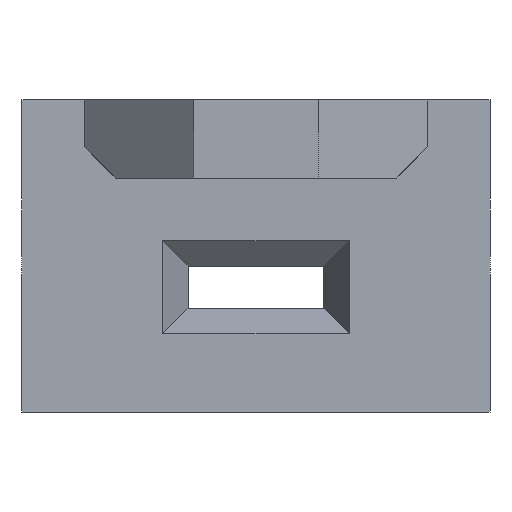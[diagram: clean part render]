
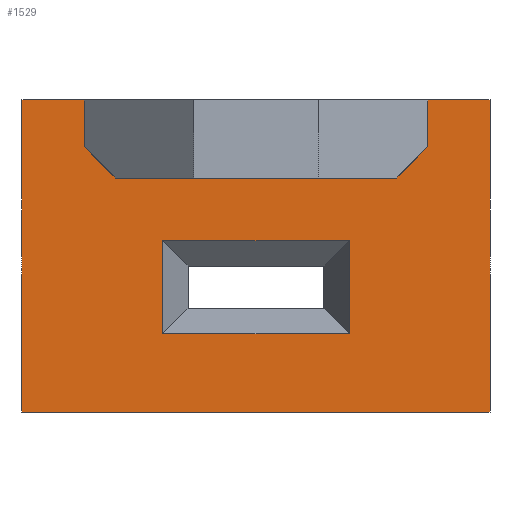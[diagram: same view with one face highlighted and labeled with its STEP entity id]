
A CAD part, front view. The second image highlights one B-rep face of the part: STEP entity #1529.
In plain terms, the highlighted planar face has unit normal (0, -1, 0).
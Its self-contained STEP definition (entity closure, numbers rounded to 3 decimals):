
#38 = EDGE_CURVE ( 'NONE', #1209, #1527, #1024, .T. ) ;
#49 = ORIENTED_EDGE ( 'NONE', *, *, #150, .T. ) ;
#51 = EDGE_CURVE ( 'NONE', #1527, #1394, #1549, .T. ) ;
#63 = CARTESIAN_POINT ( 'NONE',  ( -5.99, 14.5, -15. ) ) ;
#85 = ORIENTED_EDGE ( 'NONE', *, *, #110, .T. ) ;
#110 = EDGE_CURVE ( 'NONE', #740, #837, #461, .T. ) ;
#139 = DIRECTION ( 'NONE',  ( -0.707, 0., 0.707 ) ) ;
#150 = EDGE_CURVE ( 'NONE', #323, #1447, #1190, .T. ) ;
#156 = ORIENTED_EDGE ( 'NONE', *, *, #942, .T. ) ;
#165 = ORIENTED_EDGE ( 'NONE', *, *, #852, .F. ) ;
#227 = CARTESIAN_POINT ( 'NONE',  ( 11., 14.5, 5. ) ) ;
#261 = FACE_OUTER_BOUND ( 'NONE', #643, .T. ) ;
#262 = DIRECTION ( 'NONE',  ( 0., 0., 1. ) ) ;
#265 = VECTOR ( 'NONE', #139, 1000. ) ;
#275 = CARTESIAN_POINT ( 'NONE',  ( 11., 14.5, -4.01 ) ) ;
#323 = VERTEX_POINT ( 'NONE', #1385 ) ;
#325 = LINE ( 'NONE', #552, #721 ) ;
#336 = VERTEX_POINT ( 'NONE', #227 ) ;
#341 = VECTOR ( 'NONE', #452, 1000. ) ;
#387 = VECTOR ( 'NONE', #569, 1000. ) ;
#400 = CARTESIAN_POINT ( 'NONE',  ( 15., 14.5, -15. ) ) ;
#409 = EDGE_CURVE ( 'NONE', #323, #336, #1086, .T. ) ;
#421 = LINE ( 'NONE', #669, #459 ) ;
#435 = VECTOR ( 'NONE', #262, 1000. ) ;
#443 = CARTESIAN_POINT ( 'NONE',  ( 15., 14.5, 5. ) ) ;
#452 = DIRECTION ( 'NONE',  ( -1., 0., 0. ) ) ;
#459 = VECTOR ( 'NONE', #1249, 1000. ) ;
#461 = LINE ( 'NONE', #1064, #265 ) ;
#490 = CARTESIAN_POINT ( 'NONE',  ( 11., 14.5, -15. ) ) ;
#491 = LINE ( 'NONE', #967, #435 ) ;
#495 = PLANE ( 'NONE',  #1208 ) ;
#497 = DIRECTION ( 'NONE',  ( 0., 0., 1. ) ) ;
#519 = EDGE_CURVE ( 'NONE', #778, #693, #421, .T. ) ;
#552 = CARTESIAN_POINT ( 'NONE',  ( 15., 14.5, 5. ) ) ;
#554 = ORIENTED_EDGE ( 'NONE', *, *, #665, .T. ) ;
#569 = DIRECTION ( 'NONE',  ( -1., 0., 0. ) ) ;
#611 = ORIENTED_EDGE ( 'NONE', *, *, #1040, .F. ) ;
#614 = ORIENTED_EDGE ( 'NONE', *, *, #980, .T. ) ;
#630 = CARTESIAN_POINT ( 'NONE',  ( -9., 14.5, 0. ) ) ;
#633 = CARTESIAN_POINT ( 'NONE',  ( 15., 14.5, -30.811 ) ) ;
#636 = VECTOR ( 'NONE', #716, 1000. ) ;
#643 = EDGE_LOOP ( 'NONE', ( #1178, #611, #1309, #165, #1162, #49, #614, #85, #1068, #1535 ) ) ;
#663 = VECTOR ( 'NONE', #794, 1000. ) ;
#665 = EDGE_CURVE ( 'NONE', #971, #1209, #1356, .T. ) ;
#669 = CARTESIAN_POINT ( 'NONE',  ( -15., 14.5, 5. ) ) ;
#685 = EDGE_CURVE ( 'NONE', #837, #778, #1472, .T. ) ;
#693 = VERTEX_POINT ( 'NONE', #884 ) ;
#696 = LINE ( 'NONE', #1525, #341 ) ;
#716 = DIRECTION ( 'NONE',  ( 0., 0., 1. ) ) ;
#721 = VECTOR ( 'NONE', #795, 1000. ) ;
#740 = VERTEX_POINT ( 'NONE', #630 ) ;
#778 = VERTEX_POINT ( 'NONE', #1171 ) ;
#786 = VECTOR ( 'NONE', #1000, 1000. ) ;
#791 = VECTOR ( 'NONE', #497, 1000. ) ;
#794 = DIRECTION ( 'NONE',  ( 0., 0., -1. ) ) ;
#795 = DIRECTION ( 'NONE',  ( 1., 0., 0. ) ) ;
#801 = CARTESIAN_POINT ( 'NONE',  ( -5.99, 14.5, -9.99 ) ) ;
#819 = CARTESIAN_POINT ( 'NONE',  ( 11., 14.5, 0. ) ) ;
#837 = VERTEX_POINT ( 'NONE', #1272 ) ;
#852 = EDGE_CURVE ( 'NONE', #336, #1052, #325, .T. ) ;
#853 = CARTESIAN_POINT ( 'NONE',  ( 2.5, 14.5, -6.5 ) ) ;
#864 = CARTESIAN_POINT ( 'NONE',  ( -11., 14.5, 5. ) ) ;
#884 = CARTESIAN_POINT ( 'NONE',  ( -15., 14.5, 5. ) ) ;
#941 = DIRECTION ( 'NONE',  ( 0., 0., 1. ) ) ;
#942 = EDGE_CURVE ( 'NONE', #1394, #971, #1147, .T. ) ;
#967 = CARTESIAN_POINT ( 'NONE',  ( -15., 14.5, -30.811 ) ) ;
#971 = VERTEX_POINT ( 'NONE', #1063 ) ;
#972 = DIRECTION ( 'NONE',  ( 0., 0., 1. ) ) ;
#980 = EDGE_CURVE ( 'NONE', #1447, #740, #1540, .T. ) ;
#988 = VECTOR ( 'NONE', #941, 1000. ) ;
#1000 = DIRECTION ( 'NONE',  ( 0., 0., 1. ) ) ;
#1023 = CARTESIAN_POINT ( 'NONE',  ( -15., 14.5, -15. ) ) ;
#1024 = LINE ( 'NONE', #1501, #663 ) ;
#1040 = EDGE_CURVE ( 'NONE', #1326, #1357, #696, .T. ) ;
#1052 = VERTEX_POINT ( 'NONE', #443 ) ;
#1063 = CARTESIAN_POINT ( 'NONE',  ( -5.99, 14.5, -4.01 ) ) ;
#1064 = CARTESIAN_POINT ( 'NONE',  ( 8.5, 14.5, -17.5 ) ) ;
#1068 = ORIENTED_EDGE ( 'NONE', *, *, #685, .T. ) ;
#1086 = LINE ( 'NONE', #1560, #636 ) ;
#1104 = LINE ( 'NONE', #633, #791 ) ;
#1107 = DIRECTION ( 'NONE',  ( 1., 0., 0. ) ) ;
#1147 = LINE ( 'NONE', #63, #988 ) ;
#1155 = ORIENTED_EDGE ( 'NONE', *, *, #38, .T. ) ;
#1162 = ORIENTED_EDGE ( 'NONE', *, *, #409, .F. ) ;
#1171 = CARTESIAN_POINT ( 'NONE',  ( -11., 14.5, 5. ) ) ;
#1177 = EDGE_CURVE ( 'NONE', #1326, #1052, #1104, .T. ) ;
#1178 = ORIENTED_EDGE ( 'NONE', *, *, #1184, .F. ) ;
#1184 = EDGE_CURVE ( 'NONE', #1357, #693, #491, .T. ) ;
#1190 = LINE ( 'NONE', #853, #1321 ) ;
#1204 = FACE_BOUND ( 'NONE', #1480, .T. ) ;
#1208 = AXIS2_PLACEMENT_3D ( 'NONE', #490, #1212, #972 ) ;
#1209 = VERTEX_POINT ( 'NONE', #1224 ) ;
#1212 = DIRECTION ( 'NONE',  ( 0., 1., 0. ) ) ;
#1217 = CARTESIAN_POINT ( 'NONE',  ( 5.99, 14.5, -9.99 ) ) ;
#1224 = CARTESIAN_POINT ( 'NONE',  ( 5.99, 14.5, -4.01 ) ) ;
#1249 = DIRECTION ( 'NONE',  ( -1., 0., 0. ) ) ;
#1272 = CARTESIAN_POINT ( 'NONE',  ( -11., 14.5, 2. ) ) ;
#1283 = VECTOR ( 'NONE', #1421, 1000. ) ;
#1291 = CARTESIAN_POINT ( 'NONE',  ( 9., 14.5, 0. ) ) ;
#1309 = ORIENTED_EDGE ( 'NONE', *, *, #1177, .T. ) ;
#1321 = VECTOR ( 'NONE', #1325, 1000. ) ;
#1325 = DIRECTION ( 'NONE',  ( -0.707, 0., -0.707 ) ) ;
#1326 = VERTEX_POINT ( 'NONE', #400 ) ;
#1336 = ORIENTED_EDGE ( 'NONE', *, *, #51, .T. ) ;
#1356 = LINE ( 'NONE', #275, #1484 ) ;
#1357 = VERTEX_POINT ( 'NONE', #1023 ) ;
#1385 = CARTESIAN_POINT ( 'NONE',  ( 11., 14.5, 2. ) ) ;
#1394 = VERTEX_POINT ( 'NONE', #801 ) ;
#1421 = DIRECTION ( 'NONE',  ( -1., 0., 0. ) ) ;
#1447 = VERTEX_POINT ( 'NONE', #1291 ) ;
#1472 = LINE ( 'NONE', #864, #786 ) ;
#1480 = EDGE_LOOP ( 'NONE', ( #1336, #156, #554, #1155 ) ) ;
#1484 = VECTOR ( 'NONE', #1107, 1000. ) ;
#1501 = CARTESIAN_POINT ( 'NONE',  ( 5.99, 14.5, -15. ) ) ;
#1525 = CARTESIAN_POINT ( 'NONE',  ( 11., 14.5, -15. ) ) ;
#1527 = VERTEX_POINT ( 'NONE', #1217 ) ;
#1529 = ADVANCED_FACE ( 'NONE', ( #261, #1204 ), #495, .F. ) ;
#1533 = CARTESIAN_POINT ( 'NONE',  ( 11., 14.5, -9.99 ) ) ;
#1535 = ORIENTED_EDGE ( 'NONE', *, *, #519, .T. ) ;
#1540 = LINE ( 'NONE', #819, #387 ) ;
#1549 = LINE ( 'NONE', #1533, #1283 ) ;
#1560 = CARTESIAN_POINT ( 'NONE',  ( 11., 14.5, 5. ) ) ;
